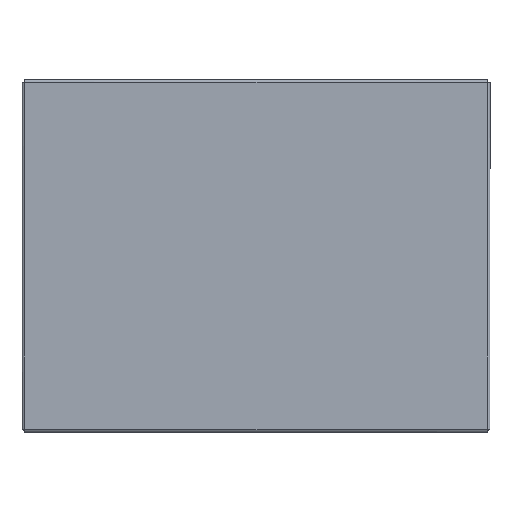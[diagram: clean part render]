
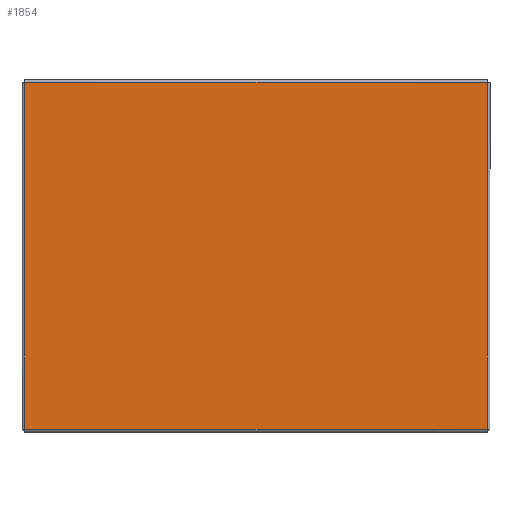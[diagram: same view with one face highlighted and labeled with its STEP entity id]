
A CAD part, top view. The second image highlights one B-rep face of the part: STEP entity #1854.
In plain terms, the highlighted planar face has unit normal (0, 0, 1).
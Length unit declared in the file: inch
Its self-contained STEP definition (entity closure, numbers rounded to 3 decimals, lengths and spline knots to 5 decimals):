
#989 = VERTEX_POINT ( 'NONE', #8923 ) ;
#1376 = EDGE_LOOP ( 'NONE', ( #3847, #1746, #2562, #10525 ) ) ;
#1602 = VECTOR ( 'NONE', #9887, 39.37008 ) ;
#1746 = ORIENTED_EDGE ( 'NONE', *, *, #10445, .T. ) ;
#1854 = ADVANCED_FACE ( 'NONE', ( #9504 ), #11411, .T. ) ;
#1963 = DIRECTION ( 'NONE',  ( 0., -1., 0. ) ) ;
#2508 = CARTESIAN_POINT ( 'NONE',  ( 12.04895, 12.0354, 0.074 ) ) ;
#2562 = ORIENTED_EDGE ( 'NONE', *, *, #8714, .T. ) ;
#2980 = VERTEX_POINT ( 'NONE', #5393 ) ;
#3067 = VECTOR ( 'NONE', #9085, 39.37008 ) ;
#3327 = LINE ( 'NONE', #8611, #5859 ) ;
#3847 = ORIENTED_EDGE ( 'NONE', *, *, #4237, .T. ) ;
#4237 = EDGE_CURVE ( 'NONE', #11319, #6137, #11697, .T. ) ;
#4481 = LINE ( 'NONE', #10814, #1602 ) ;
#5044 = DIRECTION ( 'NONE',  ( 0., 1., 0. ) ) ;
#5393 = CARTESIAN_POINT ( 'NONE',  ( 0.0896, 12.0354, 0.074 ) ) ;
#5454 = AXIS2_PLACEMENT_3D ( 'NONE', #11230, #11215, #11198 ) ;
#5486 = CARTESIAN_POINT ( 'NONE',  ( 16.0354, 12.0354, 0.074 ) ) ;
#5775 = CARTESIAN_POINT ( 'NONE',  ( 16.0354, 0.0896, 0.074 ) ) ;
#5859 = VECTOR ( 'NONE', #1963, 39.37008 ) ;
#6137 = VERTEX_POINT ( 'NONE', #5486 ) ;
#6932 = LINE ( 'NONE', #2508, #3067 ) ;
#8611 = CARTESIAN_POINT ( 'NONE',  ( 0.0896, 9.04895, 0.074 ) ) ;
#8714 = EDGE_CURVE ( 'NONE', #2980, #989, #3327, .T. ) ;
#8923 = CARTESIAN_POINT ( 'NONE',  ( 0.0896, 0.0896, 0.074 ) ) ;
#8930 = EDGE_CURVE ( 'NONE', #989, #11319, #4481, .T. ) ;
#9085 = DIRECTION ( 'NONE',  ( -1., 0., 0. ) ) ;
#9181 = VECTOR ( 'NONE', #5044, 39.37008 ) ;
#9504 = FACE_OUTER_BOUND ( 'NONE', #1376, .T. ) ;
#9887 = DIRECTION ( 'NONE',  ( 1., 0., 0. ) ) ;
#10445 = EDGE_CURVE ( 'NONE', #6137, #2980, #6932, .T. ) ;
#10525 = ORIENTED_EDGE ( 'NONE', *, *, #8930, .T. ) ;
#10600 = CARTESIAN_POINT ( 'NONE',  ( 16.0354, 3.07605, 0.074 ) ) ;
#10814 = CARTESIAN_POINT ( 'NONE',  ( 4.07605, 0.0896, 0.074 ) ) ;
#11198 = DIRECTION ( 'NONE',  ( 1., 0., 0. ) ) ;
#11215 = DIRECTION ( 'NONE',  ( 0., 0., 1. ) ) ;
#11230 = CARTESIAN_POINT ( 'NONE',  ( 8.0625, 6.0625, 0.074 ) ) ;
#11319 = VERTEX_POINT ( 'NONE', #5775 ) ;
#11411 = PLANE ( 'NONE',  #5454 ) ;
#11697 = LINE ( 'NONE', #10600, #9181 ) ;
